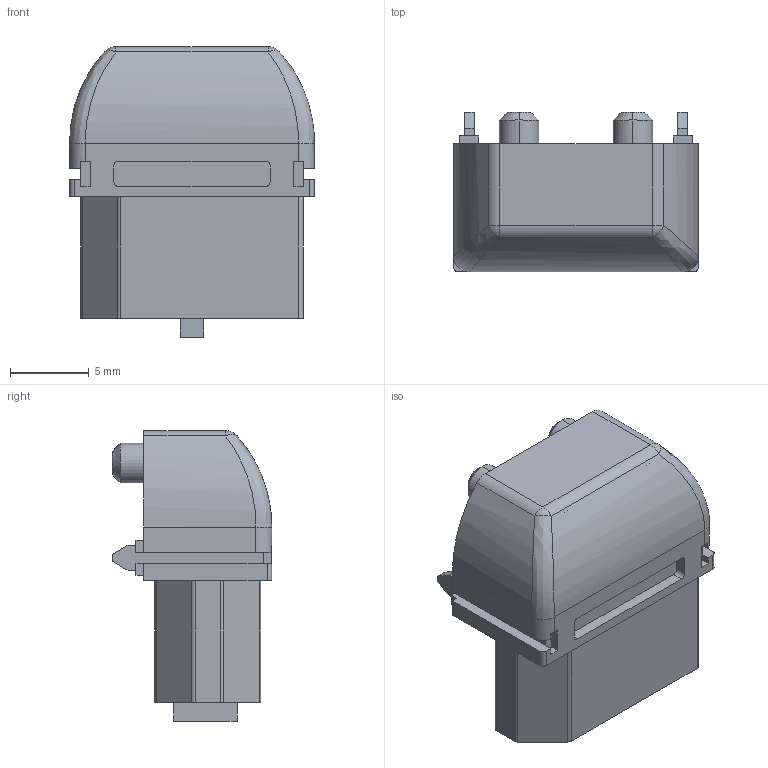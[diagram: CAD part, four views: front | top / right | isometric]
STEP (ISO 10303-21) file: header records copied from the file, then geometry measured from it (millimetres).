
FILE_DESCRIPTION (( 'STEP AP214' ), '1' );
FILE_NAME ('XT60PW FEMALE.STEP', '2021-01-08T18:41:15', ( '' ), ( '' ), 'SwSTEP 2.0', 'SolidWorks 2019', '' );
FILE_SCHEMA (( 'AUTOMOTIVE_DESIGN' ));
Length unit declared in the file: millimetre
Products named in the file (1): XT60PW FEMALE
Bounding box: 15.5 x 10.1 x 18.4 mm (x, y, z)
Volume: 1392.5 mm3; surface area: 1538.4 mm2
Topology: 1 solids, 1 shells, 134 faces, 342 edges, 220 vertices
Faces by surface type: plane 88, cylinder 34, torus 4, cone 4, bspline 2, sphere 2
Entity records: 5560 total; most frequent: CARTESIAN_POINT 755, DIRECTION 684, ORIENTED_EDGE 684, EDGE_CURVE 342, VECTOR 258, LINE 258, VERTEX_POINT 220, AXIS2_PLACEMENT_3D 213
